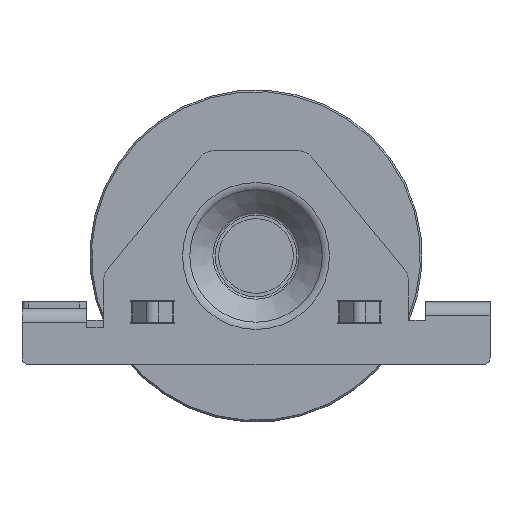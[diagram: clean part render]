
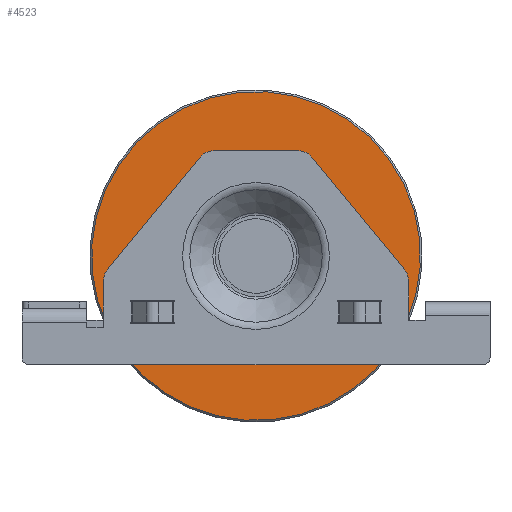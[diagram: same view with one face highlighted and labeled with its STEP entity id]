
A CAD part, front view. The second image highlights one B-rep face of the part: STEP entity #4523.
In plain terms, the highlighted planar face has unit normal (0, -1, 0).
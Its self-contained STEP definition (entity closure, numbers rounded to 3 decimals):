
#899=FACE_BOUND('',#1197,.T.);
#966=FACE_OUTER_BOUND('',#1196,.T.);
#1196=EDGE_LOOP('',(#2944));
#1197=EDGE_LOOP('',(#2945,#2946));
#1479=CIRCLE('',#4802,48.5);
#1481=CIRCLE('',#4806,22.5);
#1482=CIRCLE('',#4807,22.5);
#1760=VERTEX_POINT('',#6764);
#1762=VERTEX_POINT('',#6772);
#1763=VERTEX_POINT('',#6773);
#2240=EDGE_CURVE('',#1760,#1760,#1479,.T.);
#2243=EDGE_CURVE('',#1762,#1763,#1481,.T.);
#2244=EDGE_CURVE('',#1763,#1762,#1482,.T.);
#2944=ORIENTED_EDGE('',*,*,#2240,.F.);
#2945=ORIENTED_EDGE('',*,*,#2243,.T.);
#2946=ORIENTED_EDGE('',*,*,#2244,.T.);
#4197=PLANE('',#4805);
#4523=ADVANCED_FACE('',(#966,#899),#4197,.F.);
#4802=AXIS2_PLACEMENT_3D('',#6766,#5377,#5378);
#4805=AXIS2_PLACEMENT_3D('',#6771,#5384,#5385);
#4806=AXIS2_PLACEMENT_3D('',#6774,#5386,#5387);
#4807=AXIS2_PLACEMENT_3D('',#6775,#5388,#5389);
#5377=DIRECTION('center_axis',(0.,1.,0.));
#5378=DIRECTION('ref_axis',(-0.961,0.,-0.277));
#5384=DIRECTION('center_axis',(0.,1.,0.));
#5385=DIRECTION('ref_axis',(-0.961,0.,-0.277));
#5386=DIRECTION('center_axis',(0.,1.,0.));
#5387=DIRECTION('ref_axis',(-0.277,0.,0.961));
#5388=DIRECTION('center_axis',(0.,1.,0.));
#5389=DIRECTION('ref_axis',(-0.277,0.,0.961));
#6764=CARTESIAN_POINT('',(46.606,-10.,13.42));
#6766=CARTESIAN_POINT('Origin',(0.,-10.,0.));
#6771=CARTESIAN_POINT('Origin',(0.,-10.,0.));
#6772=CARTESIAN_POINT('',(-6.226,-10.,21.622));
#6773=CARTESIAN_POINT('',(6.226,-10.,-21.622));
#6774=CARTESIAN_POINT('Origin',(0.,-10.,0.));
#6775=CARTESIAN_POINT('Origin',(0.,-10.,0.));
